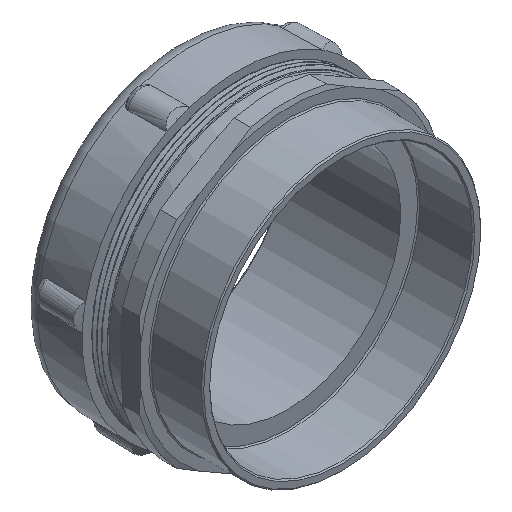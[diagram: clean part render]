
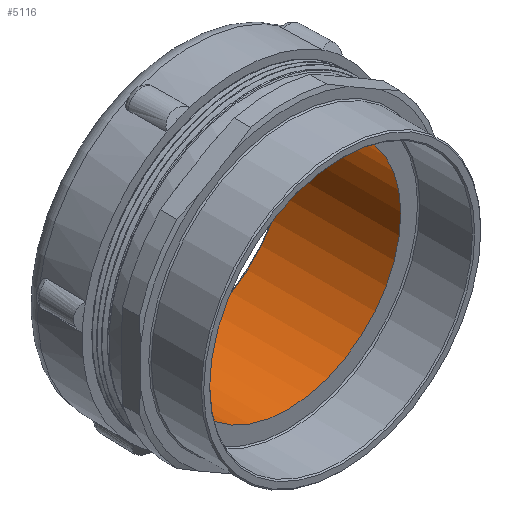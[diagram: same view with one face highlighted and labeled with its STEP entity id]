
A CAD part, isometric view. The second image highlights one B-rep face of the part: STEP entity #5116.
In plain terms, the highlighted cylindrical face has radius 47.5 mm (diameter 95 mm), a full revolution.
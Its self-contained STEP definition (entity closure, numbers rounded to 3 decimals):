
#328=FACE_OUTER_BOUND('',#644,.T.);
#644=EDGE_LOOP('',(#3291,#3292,#3293,#3294,#3295));
#958=CIRCLE('',#5449,47.5);
#991=CIRCLE('',#5492,47.5);
#992=CIRCLE('',#5493,47.5);
#1516=LINE('',#8090,#1716);
#1716=VECTOR('',#6044,47.5);
#1914=VERTEX_POINT('',#7201);
#1953=VERTEX_POINT('',#8079);
#1954=VERTEX_POINT('',#8081);
#2412=EDGE_CURVE('',#1914,#1914,#958,.T.);
#2459=EDGE_CURVE('',#1953,#1954,#991,.T.);
#2460=EDGE_CURVE('',#1954,#1953,#992,.T.);
#2464=EDGE_CURVE('',#1914,#1954,#1516,.T.);
#3291=ORIENTED_EDGE('',*,*,#2412,.F.);
#3292=ORIENTED_EDGE('',*,*,#2464,.T.);
#3293=ORIENTED_EDGE('',*,*,#2459,.F.);
#3294=ORIENTED_EDGE('',*,*,#2460,.F.);
#3295=ORIENTED_EDGE('',*,*,#2464,.F.);
#4722=CYLINDRICAL_SURFACE('',#5497,47.5);
#5116=ADVANCED_FACE('',(#328),#4722,.F.);
#5449=AXIS2_PLACEMENT_3D('',#7202,#5935,#5936);
#5492=AXIS2_PLACEMENT_3D('',#8082,#6031,#6032);
#5493=AXIS2_PLACEMENT_3D('',#8083,#6033,#6034);
#5497=AXIS2_PLACEMENT_3D('',#8089,#6042,#6043);
#5935=DIRECTION('center_axis',(0.,1.,0.));
#5936=DIRECTION('ref_axis',(1.,0.,0.));
#6031=DIRECTION('center_axis',(0.,-1.,0.));
#6032=DIRECTION('ref_axis',(-0.352,0.,0.936));
#6033=DIRECTION('center_axis',(0.,-1.,0.));
#6034=DIRECTION('ref_axis',(-0.352,0.,0.936));
#6042=DIRECTION('center_axis',(0.,-1.,0.));
#6043=DIRECTION('ref_axis',(0.352,0.,-0.936));
#6044=DIRECTION('',(0.,1.,0.));
#7201=CARTESIAN_POINT('',(-16.727,23.,44.457));
#7202=CARTESIAN_POINT('Origin',(0.,23.,0.));
#8079=CARTESIAN_POINT('',(-44.457,70.593,-16.727));
#8081=CARTESIAN_POINT('',(-16.727,70.593,44.457));
#8082=CARTESIAN_POINT('Origin',(0.,70.593,
0.));
#8083=CARTESIAN_POINT('Origin',(0.,70.593,
0.));
#8089=CARTESIAN_POINT('Origin',(0.,51.75,0.));
#8090=CARTESIAN_POINT('',(-16.727,51.75,44.457));
